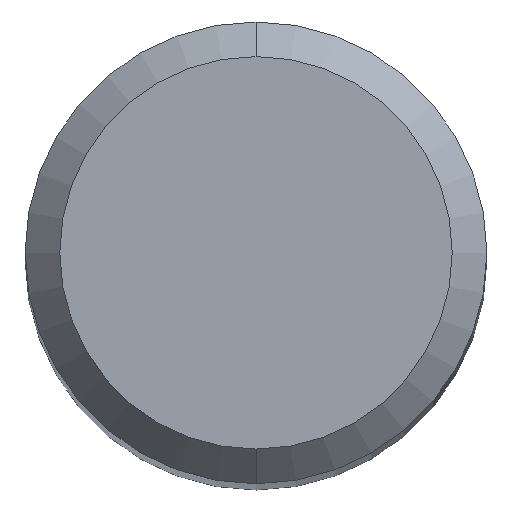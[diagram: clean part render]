
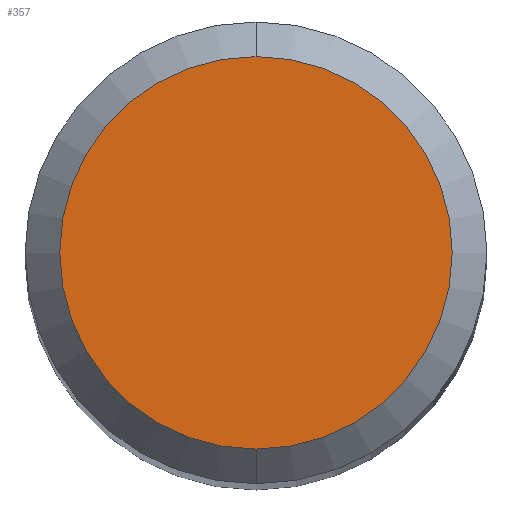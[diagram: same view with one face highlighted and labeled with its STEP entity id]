
A CAD part, top view. The second image highlights one B-rep face of the part: STEP entity #357.
In plain terms, the highlighted planar face has unit normal (0, 0, 1).
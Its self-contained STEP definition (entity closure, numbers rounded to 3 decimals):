
#343=VERTEX_POINT('',#677);
#351=EDGE_CURVE('',#433,#343,#685,.T.);
#357=ADVANCED_FACE('',(#692),#693,.T.);
#433=VERTEX_POINT('',#777);
#449=EDGE_CURVE('',#343,#433,#794,.T.);
#677=CARTESIAN_POINT('',(0.0,1.7,0.0));
#685=CIRCLE('',#1229,1.7);
#692=FACE_OUTER_BOUND('',#1237,.T.);
#693=PLANE('',#1238);
#777=CARTESIAN_POINT('',(0.,-1.7,0.0));
#794=CIRCLE('',#1442,1.7);
#1229=AXIS2_PLACEMENT_3D('',#1695,#1696,#1697);
#1237=EDGE_LOOP('',(#1710,#1711));
#1238=AXIS2_PLACEMENT_3D('',#1712,#1713,#1714);
#1442=AXIS2_PLACEMENT_3D('',#1818,#1819,#1820);
#1695=CARTESIAN_POINT('',(0.0,0.0,0.0));
#1696=DIRECTION('',(0.0,0.0,-1.0));
#1697=DIRECTION('',(0.0,1.0,0.0));
#1710=ORIENTED_EDGE('',*,*,#449,.F.);
#1711=ORIENTED_EDGE('',*,*,#351,.F.);
#1712=CARTESIAN_POINT('',(0.0,0.85,0.0));
#1713=DIRECTION('',(-0.0,0.0,1.0));
#1714=DIRECTION('',(0.0,-1.0,0.0));
#1818=CARTESIAN_POINT('',(0.0,0.0,0.0));
#1819=DIRECTION('',(0.0,0.0,-1.0));
#1820=DIRECTION('',(0.0,1.0,0.0));
